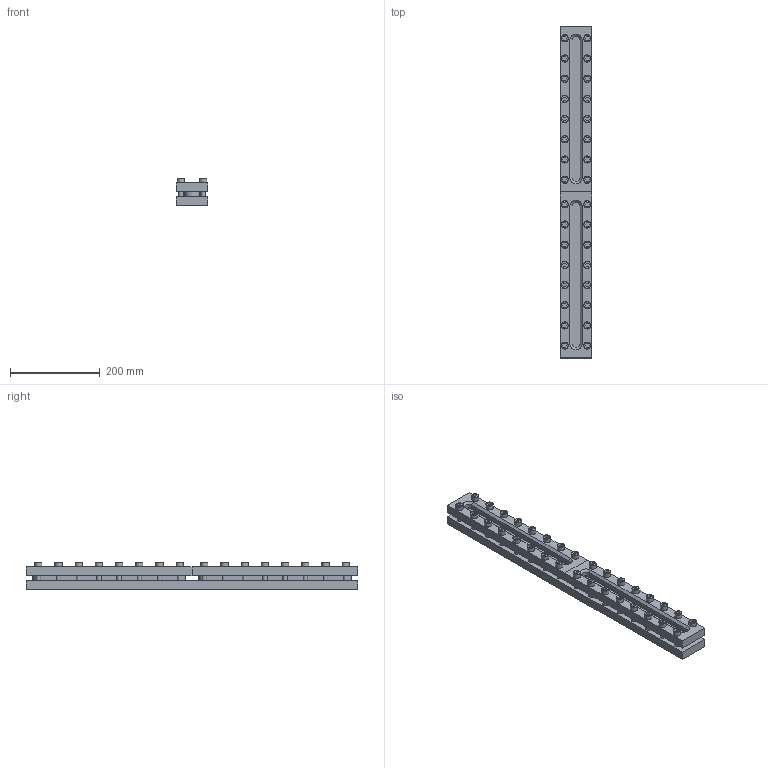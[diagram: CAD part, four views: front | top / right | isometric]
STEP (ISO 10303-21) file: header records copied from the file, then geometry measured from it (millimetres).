
FILE_DESCRIPTION(('HOOPS Exchange Step'),'2;1');
FILE_NAME('BS03_L740.stp','2025-11-27T13:05:58+01:00',('nieru'),('Unknown organisation'),'HOOPS Exchange 2024.2','HOOPS Exchange','Unknown authorisation');
FILE_SCHEMA( ('AP203_CONFIGURATION_CONTROLLED_3D_DESIGN_OF_MECHANICAL_PARTS_AND_ASSEMBLIES_MIM_LF') );
Length unit declared in the file: millimetre
Products named in the file (3): 0; root
Assembly tree (2 placements, depth 3):
  root
    0
      0
Bounding box: 70 x 740 x 61 mm (x, y, z)
Volume: 1942786.9 mm3; surface area: 509021.6 mm2
Topology: 41 solids, 41 shells, 762 faces, 2030 edges, 1420 vertices
Faces by surface type: plane 410, cylinder 188, cone 92, torus 72
Full cylindrical faces by diameter (mm): 8.5 x32, 10 x32, 11 x32, 16 x32
Entity records: 30414 total; most frequent: CARTESIAN_POINT 10645, DIRECTION 4224, ORIENTED_EDGE 3932, EDGE_CURVE 1966, AXIS2_PLACEMENT_3D 1623, VERTEX_POINT 1420, VECTOR 978, LINE 978
